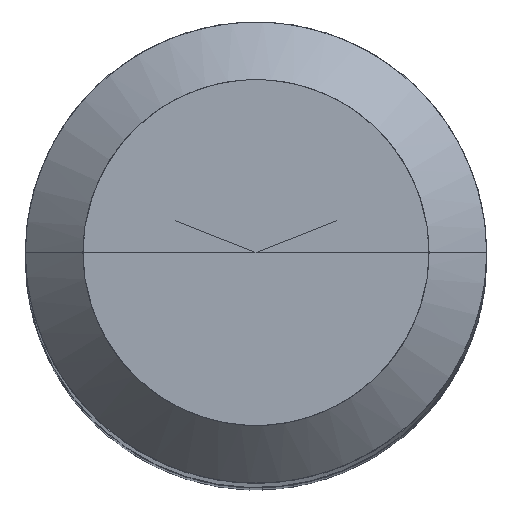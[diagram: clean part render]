
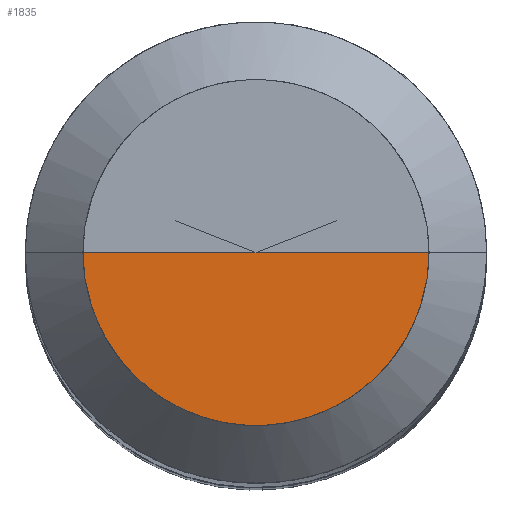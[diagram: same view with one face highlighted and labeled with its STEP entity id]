
A CAD part, top view. The second image highlights one B-rep face of the part: STEP entity #1835.
In plain terms, the highlighted free-form (B-spline) face has degree [1, 2] with [2, 5] control points.
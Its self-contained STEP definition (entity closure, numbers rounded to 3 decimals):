
#1352=CARTESIAN_POINT('',(3.0,0.0,38.0));
#1356=CARTESIAN_POINT('',(-3.0,0.0,38.0));
#1357=CARTESIAN_POINT('',(0.0,0.0,38.0));
#1373=CARTESIAN_POINT('',(-3.0,-3.0,38.0));
#1374=CARTESIAN_POINT('',(0.0,-3.0,38.0));
#1375=CARTESIAN_POINT('',(3.0,-3.0,38.0));
#1820=(
BOUNDED_SURFACE()
B_SPLINE_SURFACE(1,2,(
(#1356,#1373,#1374,#1375,#1352),
(#1357,#1357,#1357,#1357,#1357)
), .UNSPECIFIED.,.F.,.F.,.F.)
B_SPLINE_SURFACE_WITH_KNOTS((2,2),(3,2,3),(
0.0,1.0),(
0.0,0.5,1.0), .UNSPECIFIED.)
GEOMETRIC_REPRESENTATION_ITEM()
RATIONAL_B_SPLINE_SURFACE(((1.0,0.707,1.0,0.707,1.0),
(1.0,0.707,1.0,0.707,1.0)
))
REPRESENTATION_ITEM('')
SURFACE()
);
#1821=(
BOUNDED_CURVE()
B_SPLINE_CURVE(2,(#1352,#1375,#1374,#1373,#1356),.UNSPECIFIED.,.F.,.F.)
B_SPLINE_CURVE_WITH_KNOTS((3,2,3),
(0.0,0.5,1.0),.UNSPECIFIED.)
CURVE()
GEOMETRIC_REPRESENTATION_ITEM()
RATIONAL_B_SPLINE_CURVE((1.0,0.707,1.0,0.707,1.0))
REPRESENTATION_ITEM('')
);
#1822=(
BOUNDED_CURVE()
B_SPLINE_CURVE(1,(#1356,#1357),.UNSPECIFIED.,.F.,.F.)
B_SPLINE_CURVE_WITH_KNOTS((2,2),
(0.0,1.0),.UNSPECIFIED.)
CURVE()
GEOMETRIC_REPRESENTATION_ITEM()
RATIONAL_B_SPLINE_CURVE((1.0,1.0))
REPRESENTATION_ITEM('')
);
#1823=(
BOUNDED_CURVE()
B_SPLINE_CURVE(1,(#1357,#1352),.UNSPECIFIED.,.F.,.F.)
B_SPLINE_CURVE_WITH_KNOTS((2,2),
(0.0,1.0),.UNSPECIFIED.)
CURVE()
GEOMETRIC_REPRESENTATION_ITEM()
RATIONAL_B_SPLINE_CURVE((1.0,1.0))
REPRESENTATION_ITEM('')
);
#1824=VERTEX_POINT('',#1352);
#1825=VERTEX_POINT('',#1356);
#1826=VERTEX_POINT('',#1357);
#1827=EDGE_CURVE('',#1824,#1825,#1821,.T.);
#1828=EDGE_CURVE('',#1825,#1826,#1822,.T.);
#1829=EDGE_CURVE('',#1826,#1824,#1823,.T.);
#1830=ORIENTED_EDGE('',*,*,#1827,.T.);
#1831=ORIENTED_EDGE('',*,*,#1828,.T.);
#1832=ORIENTED_EDGE('',*,*,#1829,.T.);
#1833=EDGE_LOOP('',(#1830,#1831,#1832));
#1834=FACE_OUTER_BOUND('',#1833,.T.);
#1835=ADVANCED_FACE('',(#1834),#1820,.T.);
